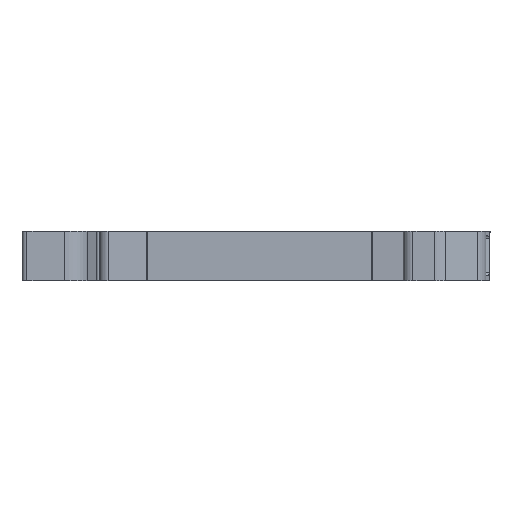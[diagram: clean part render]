
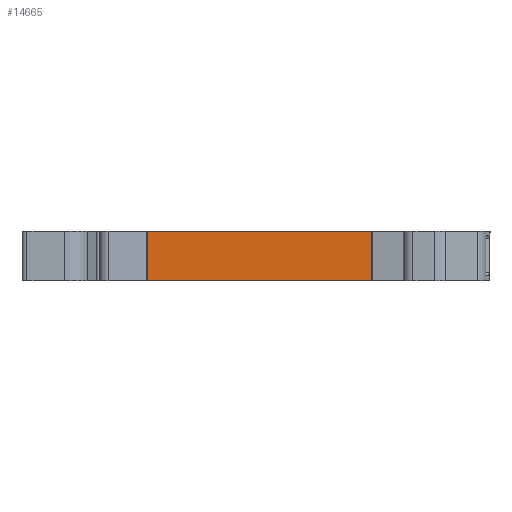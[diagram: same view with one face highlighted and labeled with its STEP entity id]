
A CAD part, front view. The second image highlights one B-rep face of the part: STEP entity #14665.
In plain terms, the highlighted planar face has unit normal (0, -1, 0).
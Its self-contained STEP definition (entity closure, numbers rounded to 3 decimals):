
#32 = PLANE('',#33);
#33 = AXIS2_PLACEMENT_3D('',#34,#35,#36);
#34 = CARTESIAN_POINT('',(0.,0.5,5.1));
#35 = DIRECTION('',(0.,0.,1.));
#36 = DIRECTION('',(1.,0.,0.));
#5191 = VERTEX_POINT('',#5192);
#5192 = CARTESIAN_POINT('',(11.721,0.8,5.1));
#5207 = CYLINDRICAL_SURFACE('',#5208,1.);
#5208 = AXIS2_PLACEMENT_3D('',#5209,#5210,#5211);
#5209 = CARTESIAN_POINT('',(11.721,-0.2,5.1));
#5210 = DIRECTION('',(0.,0.,1.));
#5211 = DIRECTION('',(1.,0.,0.));
#5219 = EDGE_CURVE('',#5220,#5191,#5222,.T.);
#5220 = VERTEX_POINT('',#5221);
#5221 = CARTESIAN_POINT('',(-11.321,0.8,5.1));
#5222 = SURFACE_CURVE('',#5223,(#5227,#5234),.PCURVE_S1.);
#5223 = LINE('',#5224,#5225);
#5224 = CARTESIAN_POINT('',(-11.321,0.8,5.1));
#5225 = VECTOR('',#5226,1.);
#5226 = DIRECTION('',(1.,0.,0.));
#5227 = PCURVE('',#32,#5228);
#5228 = DEFINITIONAL_REPRESENTATION('',(#5229),#5233);
#5229 = LINE('',#5230,#5231);
#5230 = CARTESIAN_POINT('',(-11.321,0.3));
#5231 = VECTOR('',#5232,1.);
#5232 = DIRECTION('',(1.,0.));
#5233 = ( GEOMETRIC_REPRESENTATION_CONTEXT(2) 
PARAMETRIC_REPRESENTATION_CONTEXT() REPRESENTATION_CONTEXT('2D SPACE',''
  ) );
#5234 = PCURVE('',#5235,#5240);
#5235 = PLANE('',#5236);
#5236 = AXIS2_PLACEMENT_3D('',#5237,#5238,#5239);
#5237 = CARTESIAN_POINT('',(11.721,0.8,5.1));
#5238 = DIRECTION('',(0.,1.,0.));
#5239 = DIRECTION('',(-1.,0.,0.));
#5240 = DEFINITIONAL_REPRESENTATION('',(#5241),#5245);
#5241 = LINE('',#5242,#5243);
#5242 = CARTESIAN_POINT('',(23.042,0.));
#5243 = VECTOR('',#5244,1.);
#5244 = DIRECTION('',(-1.,0.));
#5245 = ( GEOMETRIC_REPRESENTATION_CONTEXT(2) 
PARAMETRIC_REPRESENTATION_CONTEXT() REPRESENTATION_CONTEXT('2D SPACE',''
  ) );
#5264 = CYLINDRICAL_SURFACE('',#5265,1.);
#5265 = AXIS2_PLACEMENT_3D('',#5266,#5267,#5268);
#5266 = CARTESIAN_POINT('',(-11.321,-0.2,5.1));
#5267 = DIRECTION('',(0.,0.,1.));
#5268 = DIRECTION('',(1.,0.,0.));
#6415 = PLANE('',#6416);
#6416 = AXIS2_PLACEMENT_3D('',#6417,#6418,#6419);
#6417 = CARTESIAN_POINT('',(0.,0.5,0.));
#6418 = DIRECTION('',(0.,0.,1.));
#6419 = DIRECTION('',(1.,0.,0.));
#7855 = VERTEX_POINT('',#7856);
#7856 = CARTESIAN_POINT('',(-11.321,0.8,0.));
#7878 = EDGE_CURVE('',#7879,#7855,#7881,.T.);
#7879 = VERTEX_POINT('',#7880);
#7880 = CARTESIAN_POINT('',(11.721,0.8,0.));
#7881 = SURFACE_CURVE('',#7882,(#7886,#7893),.PCURVE_S1.);
#7882 = LINE('',#7883,#7884);
#7883 = CARTESIAN_POINT('',(11.721,0.8,0.));
#7884 = VECTOR('',#7885,1.);
#7885 = DIRECTION('',(-1.,0.,0.));
#7886 = PCURVE('',#6415,#7887);
#7887 = DEFINITIONAL_REPRESENTATION('',(#7888),#7892);
#7888 = LINE('',#7889,#7890);
#7889 = CARTESIAN_POINT('',(11.721,0.3));
#7890 = VECTOR('',#7891,1.);
#7891 = DIRECTION('',(-1.,0.));
#7892 = ( GEOMETRIC_REPRESENTATION_CONTEXT(2) 
PARAMETRIC_REPRESENTATION_CONTEXT() REPRESENTATION_CONTEXT('2D SPACE',''
  ) );
#7893 = PCURVE('',#5235,#7894);
#7894 = DEFINITIONAL_REPRESENTATION('',(#7895),#7899);
#7895 = LINE('',#7896,#7897);
#7896 = CARTESIAN_POINT('',(0.,-5.1));
#7897 = VECTOR('',#7898,1.);
#7898 = DIRECTION('',(1.,0.));
#7899 = ( GEOMETRIC_REPRESENTATION_CONTEXT(2) 
PARAMETRIC_REPRESENTATION_CONTEXT() REPRESENTATION_CONTEXT('2D SPACE',''
  ) );
#14645 = EDGE_CURVE('',#5191,#7879,#14646,.T.);
#14646 = SURFACE_CURVE('',#14647,(#14651,#14658),.PCURVE_S1.);
#14647 = LINE('',#14648,#14649);
#14648 = CARTESIAN_POINT('',(11.721,0.8,5.1));
#14649 = VECTOR('',#14650,1.);
#14650 = DIRECTION('',(0.,0.,-1.));
#14651 = PCURVE('',#5207,#14652);
#14652 = DEFINITIONAL_REPRESENTATION('',(#14653),#14657);
#14653 = LINE('',#14654,#14655);
#14654 = CARTESIAN_POINT('',(1.571,0.));
#14655 = VECTOR('',#14656,1.);
#14656 = DIRECTION('',(0.,-1.));
#14657 = ( GEOMETRIC_REPRESENTATION_CONTEXT(2) 
PARAMETRIC_REPRESENTATION_CONTEXT() REPRESENTATION_CONTEXT('2D SPACE',''
  ) );
#14658 = PCURVE('',#5235,#14659);
#14659 = DEFINITIONAL_REPRESENTATION('',(#14660),#14664);
#14660 = LINE('',#14661,#14662);
#14661 = CARTESIAN_POINT('',(0.,0.));
#14662 = VECTOR('',#14663,1.);
#14663 = DIRECTION('',(0.,-1.));
#14664 = ( GEOMETRIC_REPRESENTATION_CONTEXT(2) 
PARAMETRIC_REPRESENTATION_CONTEXT() REPRESENTATION_CONTEXT('2D SPACE',''
  ) );
#14665 = ADVANCED_FACE('',(#14666),#5235,.F.);
#14666 = FACE_BOUND('',#14667,.F.);
#14667 = EDGE_LOOP('',(#14668,#14669,#14690,#14691));
#14668 = ORIENTED_EDGE('',*,*,#7878,.T.);
#14669 = ORIENTED_EDGE('',*,*,#14670,.F.);
#14670 = EDGE_CURVE('',#5220,#7855,#14671,.T.);
#14671 = SURFACE_CURVE('',#14672,(#14676,#14683),.PCURVE_S1.);
#14672 = LINE('',#14673,#14674);
#14673 = CARTESIAN_POINT('',(-11.321,0.8,5.1));
#14674 = VECTOR('',#14675,1.);
#14675 = DIRECTION('',(0.,0.,-1.));
#14676 = PCURVE('',#5235,#14677);
#14677 = DEFINITIONAL_REPRESENTATION('',(#14678),#14682);
#14678 = LINE('',#14679,#14680);
#14679 = CARTESIAN_POINT('',(23.042,0.));
#14680 = VECTOR('',#14681,1.);
#14681 = DIRECTION('',(0.,-1.));
#14682 = ( GEOMETRIC_REPRESENTATION_CONTEXT(2) 
PARAMETRIC_REPRESENTATION_CONTEXT() REPRESENTATION_CONTEXT('2D SPACE',''
  ) );
#14683 = PCURVE('',#5264,#14684);
#14684 = DEFINITIONAL_REPRESENTATION('',(#14685),#14689);
#14685 = LINE('',#14686,#14687);
#14686 = CARTESIAN_POINT('',(1.571,0.));
#14687 = VECTOR('',#14688,1.);
#14688 = DIRECTION('',(0.,-1.));
#14689 = ( GEOMETRIC_REPRESENTATION_CONTEXT(2) 
PARAMETRIC_REPRESENTATION_CONTEXT() REPRESENTATION_CONTEXT('2D SPACE',''
  ) );
#14690 = ORIENTED_EDGE('',*,*,#5219,.T.);
#14691 = ORIENTED_EDGE('',*,*,#14645,.T.);
